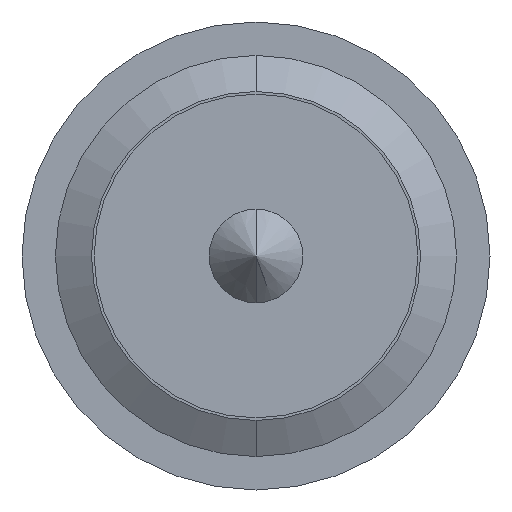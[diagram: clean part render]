
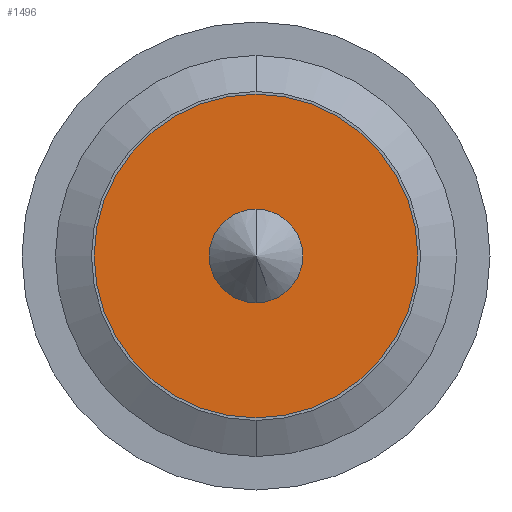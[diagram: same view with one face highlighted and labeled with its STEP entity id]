
A CAD part, front view. The second image highlights one B-rep face of the part: STEP entity #1496.
In plain terms, the highlighted planar face has unit normal (0, -1, 0).
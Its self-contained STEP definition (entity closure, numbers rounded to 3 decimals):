
#73 = DIRECTION ( 'NONE',  ( 0., 0., 1. ) ) ;
#158 = EDGE_CURVE ( 'Defeature ausgef�hrt2_28+Defeature ausgef�hrt2_29+Defeature ausgef�hrt2_29+Defeature ausgef�hrt2_29', #3481, #1418, #1109, .T. ) ;
#335 = CARTESIAN_POINT ( 'NONE',  ( 0., -0.25, 0. ) ) ;
#446 = EDGE_CURVE ( 'Defeature ausgef�hrt2_29+Defeature ausgef�hrt2_31+Defeature ausgef�hrt2_31+Defeature ausgef�hrt2_31', #1163, #978, #3038, .T. ) ;
#594 = EDGE_CURVE ( 'Defeature ausgef�hrt2_29+Defeature ausgef�hrt2_31+Defeature ausgef�hrt2_31+Defeature ausgef�hrt2_31', #978, #1163, #3479, .T. ) ;
#607 = CARTESIAN_POINT ( 'NONE',  ( 0., -0.25, 0. ) ) ;
#884 = DIRECTION ( 'NONE',  ( 0., 1., 0. ) ) ;
#904 = EDGE_LOOP ( 'NONE', ( #1130, #2226 ) ) ;
#963 = CARTESIAN_POINT ( 'NONE',  ( 0.355, -0.25, 0. ) ) ;
#978 = VERTEX_POINT ( 'NONE', #2663 ) ;
#1004 = DIRECTION ( 'NONE',  ( 0., 0., 1. ) ) ;
#1103 = AXIS2_PLACEMENT_3D ( 'NONE', #607, #2759, #2122 ) ;
#1109 = CIRCLE ( 'NONE', #3143, 1.21 ) ;
#1130 = ORIENTED_EDGE ( 'NONE', *, *, #1821, .F. ) ;
#1163 = VERTEX_POINT ( 'NONE', #3504 ) ;
#1361 = AXIS2_PLACEMENT_3D ( 'NONE', #335, #3383, #1856 ) ;
#1418 = VERTEX_POINT ( 'NONE', #3709 ) ;
#1496 = ADVANCED_FACE ( 'Defeature ausgef�hrt2_29', ( #2342, #2442 ), #2207, .F. ) ;
#1547 = EDGE_LOOP ( 'NONE', ( #1601, #3356 ) ) ;
#1601 = ORIENTED_EDGE ( 'NONE', *, *, #446, .T. ) ;
#1821 = EDGE_CURVE ( 'Defeature ausgef�hrt2_28+Defeature ausgef�hrt2_29+Defeature ausgef�hrt2_29+Defeature ausgef�hrt2_29', #1418, #3481, #3474, .T. ) ;
#1856 = DIRECTION ( 'NONE',  ( 0., 0., 1. ) ) ;
#1956 = DIRECTION ( 'NONE',  ( 0., 1., 0. ) ) ;
#2122 = DIRECTION ( 'NONE',  ( 0., 0., 1. ) ) ;
#2206 = CARTESIAN_POINT ( 'NONE',  ( 0., -0.25, 0. ) ) ;
#2207 = PLANE ( 'NONE',  #3288 ) ;
#2226 = ORIENTED_EDGE ( 'NONE', *, *, #158, .F. ) ;
#2313 = CARTESIAN_POINT ( 'NONE',  ( 0., -0.25, -1.21 ) ) ;
#2342 = FACE_BOUND ( 'NONE', #1547, .T. ) ;
#2442 = FACE_OUTER_BOUND ( 'NONE', #904, .T. ) ;
#2663 = CARTESIAN_POINT ( 'NONE',  ( 0., -0.25, 0.35 ) ) ;
#2681 = CARTESIAN_POINT ( 'NONE',  ( 0., -0.25, 0. ) ) ;
#2759 = DIRECTION ( 'NONE',  ( 0., 1., 0. ) ) ;
#3038 = CIRCLE ( 'NONE', #1103, 0.35 ) ;
#3143 = AXIS2_PLACEMENT_3D ( 'NONE', #2681, #884, #73 ) ;
#3288 = AXIS2_PLACEMENT_3D ( 'NONE', #963, #1956, #3794 ) ;
#3356 = ORIENTED_EDGE ( 'NONE', *, *, #594, .T. ) ;
#3383 = DIRECTION ( 'NONE',  ( 0., 1., 0. ) ) ;
#3474 = CIRCLE ( 'NONE', #1361, 1.21 ) ;
#3479 = CIRCLE ( 'NONE', #3866, 0.35 ) ;
#3481 = VERTEX_POINT ( 'NONE', #2313 ) ;
#3504 = CARTESIAN_POINT ( 'NONE',  ( 0., -0.25, -0.35 ) ) ;
#3709 = CARTESIAN_POINT ( 'NONE',  ( 0., -0.25, 1.21 ) ) ;
#3749 = DIRECTION ( 'NONE',  ( 0., 1., 0. ) ) ;
#3794 = DIRECTION ( 'NONE',  ( 0., 0., 1. ) ) ;
#3866 = AXIS2_PLACEMENT_3D ( 'NONE', #2206, #3749, #1004 ) ;
